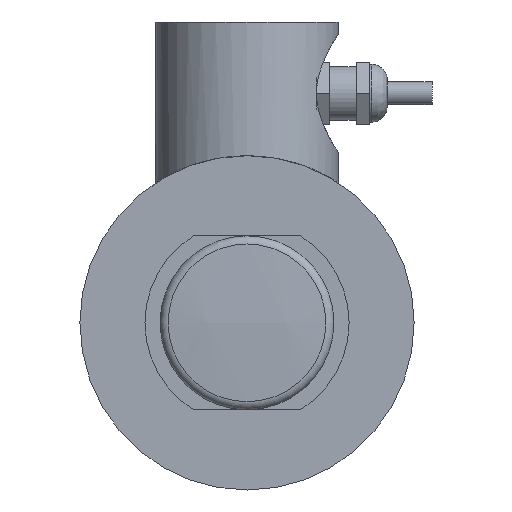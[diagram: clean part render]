
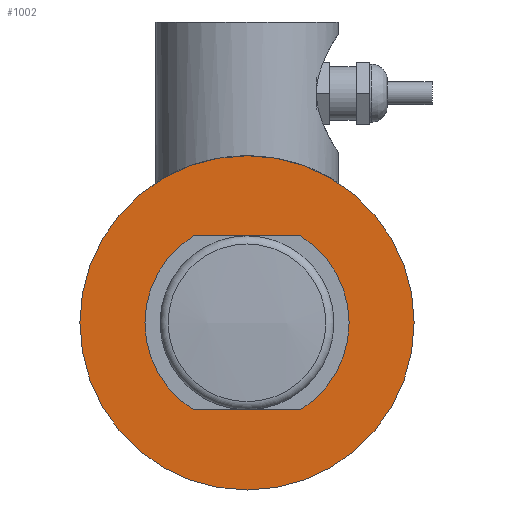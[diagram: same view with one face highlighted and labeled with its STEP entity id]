
A CAD part, front view. The second image highlights one B-rep face of the part: STEP entity #1002.
In plain terms, the highlighted planar face has unit normal (0, -1, 0).
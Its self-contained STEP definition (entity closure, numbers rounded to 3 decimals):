
#37=FACE_BOUND('',#187,.T.);
#73=PLANE('',#1113);
#121=FACE_OUTER_BOUND('',#186,.T.);
#186=EDGE_LOOP('',(#872,#873));
#187=EDGE_LOOP('',(#874,#875,#876,#877));
#255=LINE('',#1618,#338);
#273=LINE('',#1656,#356);
#338=VECTOR('',#1270,10.);
#356=VECTOR('',#1292,10.);
#407=CIRCLE('',#1112,21.);
#408=CIRCLE('',#1114,37.5);
#409=CIRCLE('',#1115,37.5);
#410=CIRCLE('',#1116,21.);
#467=VERTEX_POINT('',#1614);
#469=VERTEX_POINT('',#1617);
#485=VERTEX_POINT('',#1652);
#487=VERTEX_POINT('',#1655);
#504=VERTEX_POINT('',#1726);
#505=VERTEX_POINT('',#1727);
#580=EDGE_CURVE('',#467,#469,#255,.T.);
#598=EDGE_CURVE('',#487,#485,#273,.T.);
#634=EDGE_CURVE('',#469,#485,#407,.T.);
#635=EDGE_CURVE('',#504,#505,#408,.T.);
#636=EDGE_CURVE('',#505,#504,#409,.T.);
#637=EDGE_CURVE('',#487,#467,#410,.T.);
#872=ORIENTED_EDGE('',*,*,#635,.T.);
#873=ORIENTED_EDGE('',*,*,#636,.T.);
#874=ORIENTED_EDGE('',*,*,#637,.F.);
#875=ORIENTED_EDGE('',*,*,#598,.T.);
#876=ORIENTED_EDGE('',*,*,#634,.F.);
#877=ORIENTED_EDGE('',*,*,#580,.F.);
#1002=ADVANCED_FACE('',(#121,#37),#73,.T.);
#1112=AXIS2_PLACEMENT_3D('',#1724,#1386,#1387);
#1113=AXIS2_PLACEMENT_3D('',#1725,#1388,#1389);
#1114=AXIS2_PLACEMENT_3D('',#1728,#1390,#1391);
#1115=AXIS2_PLACEMENT_3D('',#1729,#1392,#1393);
#1116=AXIS2_PLACEMENT_3D('',#1730,#1394,#1395);
#1270=DIRECTION('',(1.,0.,0.));
#1292=DIRECTION('',(1.,0.,0.));
#1386=DIRECTION('center_axis',(0.,-1.,0.));
#1387=DIRECTION('ref_axis',(1.,0.,0.));
#1388=DIRECTION('center_axis',(0.,-1.,0.));
#1389=DIRECTION('ref_axis',(0.,0.,-1.));
#1390=DIRECTION('center_axis',(0.,-1.,0.));
#1391=DIRECTION('ref_axis',(1.,0.,0.));
#1392=DIRECTION('center_axis',(0.,-1.,0.));
#1393=DIRECTION('ref_axis',(1.,0.,0.));
#1394=DIRECTION('center_axis',(0.,-1.,0.));
#1395=DIRECTION('ref_axis',(1.,0.,0.));
#1614=CARTESIAN_POINT('',(-7.794,37.,-19.5));
#1617=CARTESIAN_POINT('',(7.794,37.,-19.5));
#1618=CARTESIAN_POINT('',(0.,37.,-19.5));
#1652=CARTESIAN_POINT('',(7.794,37.,19.5));
#1655=CARTESIAN_POINT('',(-7.794,37.,19.5));
#1656=CARTESIAN_POINT('',(0.,37.,19.5));
#1724=CARTESIAN_POINT('Origin',(0.,37.,0.));
#1725=CARTESIAN_POINT('Origin',(21.,37.,0.));
#1726=CARTESIAN_POINT('',(0.,37.,-37.5));
#1727=CARTESIAN_POINT('',(-37.5,37.,0.));
#1728=CARTESIAN_POINT('Origin',(0.,37.,0.));
#1729=CARTESIAN_POINT('Origin',(0.,37.,0.));
#1730=CARTESIAN_POINT('Origin',(0.,37.,0.));
